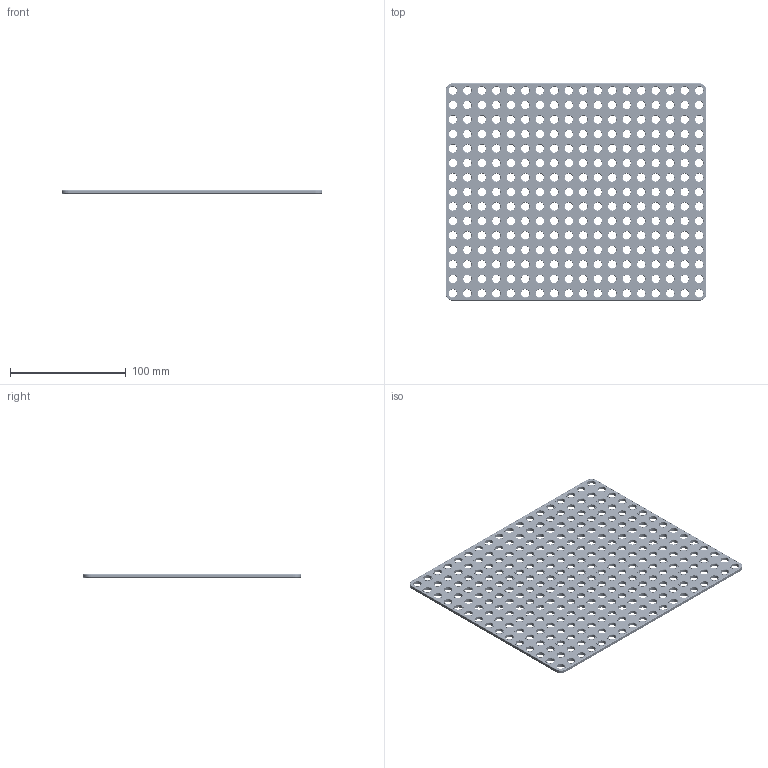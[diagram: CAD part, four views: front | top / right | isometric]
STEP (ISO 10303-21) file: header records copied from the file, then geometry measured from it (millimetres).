
FILE_DESCRIPTION(('FreeCAD Model'),'2;1');
FILE_NAME('Open CASCADE Shape Model','2024-10-09T08:07:26',(''),(''), 'Open CASCADE STEP processor 7.7','FreeCAD','Unknown');
FILE_SCHEMA(('AUTOMOTIVE_DESIGN { 1 0 10303 214 1 1 1 1 }'));
Length unit declared in the file: millimetre
Products named in the file (1): Plate RCT CRNR BU18x15x00.25 - SPN-PLT-0218 (stemfie.org)
Bounding box: 225 x 187.5 x 3.12 mm (x, y, z)
Volume: 93925.7 mm3; surface area: 84039.4 mm2
Topology: 1 solids, 1 shells, 1837 faces, 4040 edges, 2508 vertices
Faces by surface type: plane 597, cylinder 548, cone 548, extrusion 144
Full cylindrical faces by diameter (mm): 7 x270, 9.2 x270
Entity records: 51952 total; most frequent: CARTESIAN_POINT 9562, DIRECTION 8928, ORIENTED_EDGE 8080, EDGE_CURVE 4040, AXIS2_PLACEMENT_3D 3338, FACE_BOUND 2680, EDGE_LOOP 2680, VERTEX_POINT 2508
